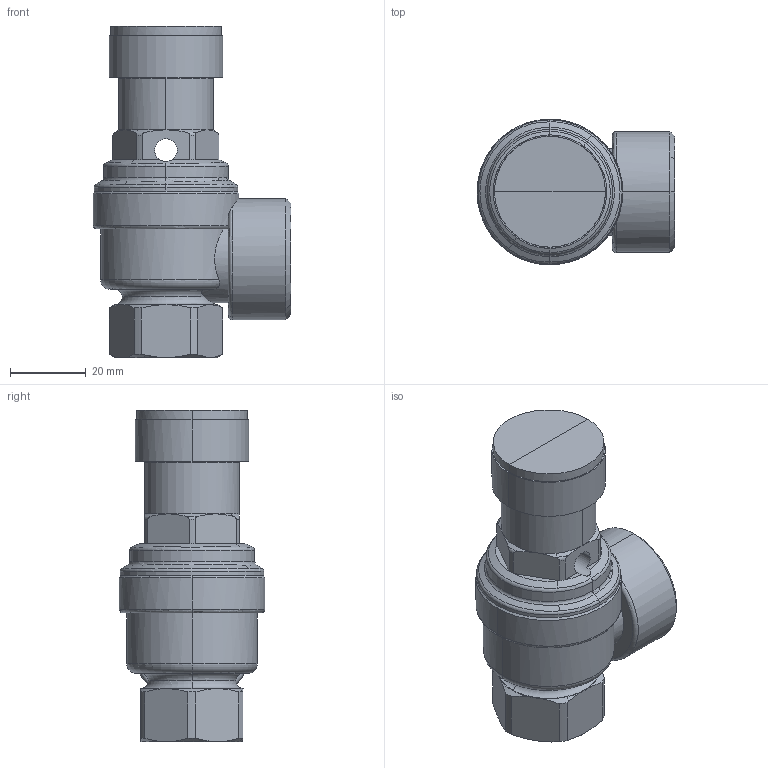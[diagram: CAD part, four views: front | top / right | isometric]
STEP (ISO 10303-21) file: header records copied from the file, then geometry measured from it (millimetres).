
FILE_DESCRIPTION(('CATIA V5 STEP Exchange'),'2;1');
FILE_NAME('STEP_527460_-_TST.stp','2019-04-09T13:37:29+00:00',('none'),('none'),'CATIA Version 5-6 Release 2016 SP4','CATIA V5 STEP AP203','none');
FILE_SCHEMA(('CONFIG_CONTROL_DESIGN'));
Length unit declared in the file: millimetre
Products named in the file (1): 527460 - TST
Bounding box: 52.25 x 38.48 x 87.5 mm (x, y, z)
Volume: 77529.5 mm3; surface area: 13768.1 mm2
Topology: 1 solids, 1 shells, 141 faces, 425 edges, 284 vertices
Faces by surface type: plane 47, cone 38, cylinder 34, torus 22
Entity records: 5730 total; most frequent: CARTESIAN_POINT 2293, ORIENTED_EDGE 850, DIRECTION 491, EDGE_CURVE 425, VERTEX_POINT 284, AXIS2_PLACEMENT_3D 252, B_SPLINE_CURVE_WITH_KNOTS 208, ADVANCED_FACE 141
